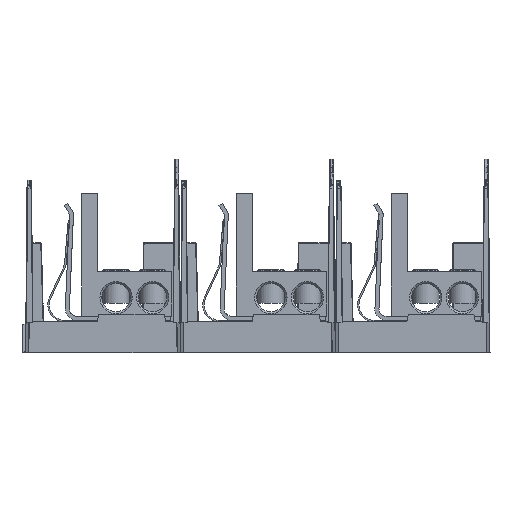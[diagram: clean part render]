
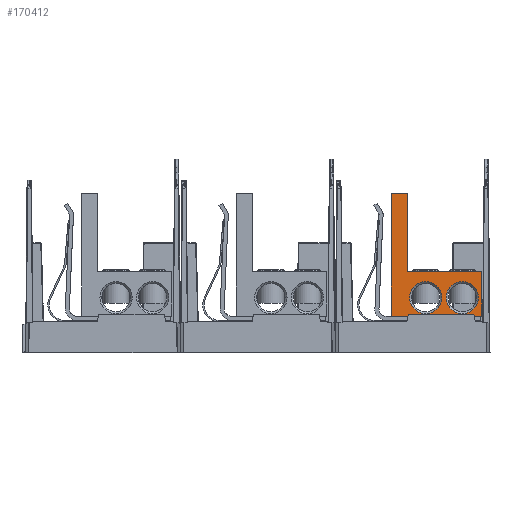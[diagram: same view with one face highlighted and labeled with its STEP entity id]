
A CAD part, left-side view. The second image highlights one B-rep face of the part: STEP entity #170412.
In plain terms, the highlighted planar face has unit normal (1, 0, 0).
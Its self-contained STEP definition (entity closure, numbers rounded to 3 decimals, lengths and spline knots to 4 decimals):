
#939 = VERTEX_POINT ( 'NONE', #36205 ) ;
#1412 = VECTOR ( 'NONE', #100473, 39.3701 ) ;
#1991 = FACE_OUTER_BOUND ( 'NONE', #108384, .T. ) ;
#5185 = DIRECTION ( 'NONE',  ( 0., 0., -1. ) ) ;
#5495 = PLANE ( 'NONE',  #53865 ) ;
#7931 = VERTEX_POINT ( 'NONE', #118446 ) ;
#10239 = VECTOR ( 'NONE', #88828, 39.3701 ) ;
#10961 = AXIS2_PLACEMENT_3D ( 'NONE', #28554, #82227, #135920 ) ;
#11009 = CARTESIAN_POINT ( 'NONE',  ( -5.6439, 0.3816, 2.8989 ) ) ;
#13240 = CARTESIAN_POINT ( 'NONE',  ( -5.6439, -2.3994, -0.8821 ) ) ;
#14041 = CARTESIAN_POINT ( 'NONE',  ( -5.6439, -0.1184, 2.8989 ) ) ;
#14340 = ORIENTED_EDGE ( 'NONE', *, *, #156261, .T. ) ;
#15837 = EDGE_CURVE ( 'NONE', #134096, #144180, #72318, .T. ) ;
#16596 = CIRCLE ( 'NONE', #10961, 0.4973 ) ;
#16889 = VERTEX_POINT ( 'NONE', #13240 ) ;
#16909 = CARTESIAN_POINT ( 'NONE',  ( -5.6439, 0.3816, 2.8989 ) ) ;
#18275 = EDGE_CURVE ( 'NONE', #38412, #16889, #86125, .T. ) ;
#21496 = CARTESIAN_POINT ( 'NONE',  ( -5.6439, -1.8054, -0.31 ) ) ;
#24757 = CARTESIAN_POINT ( 'NONE',  ( -5.6439, 0.3816, 2.8989 ) ) ;
#26280 = VECTOR ( 'NONE', #67697, 39.3701 ) ;
#28110 = LINE ( 'NONE', #14041, #26280 ) ;
#28554 = CARTESIAN_POINT ( 'NONE',  ( -5.6439, -0.6804, -0.31 ) ) ;
#31132 = ORIENTED_EDGE ( 'NONE', *, *, #77927, .T. ) ;
#31571 = VECTOR ( 'NONE', #170291, 39.3701 ) ;
#33807 = CARTESIAN_POINT ( 'NONE',  ( -5.6439, -1.8054, -0.31 ) ) ;
#34633 = EDGE_LOOP ( 'NONE', ( #14340, #31132 ) ) ;
#35137 = CARTESIAN_POINT ( 'NONE',  ( -5.6439, 0.3816, 0.4929 ) ) ;
#36205 = CARTESIAN_POINT ( 'NONE',  ( -5.6439, -0.1184, 0.4929 ) ) ;
#37506 = ORIENTED_EDGE ( 'NONE', *, *, #15837, .F. ) ;
#37905 = DIRECTION ( 'NONE',  ( 0., 0., 1. ) ) ;
#38412 = VERTEX_POINT ( 'NONE', #89838 ) ;
#41742 = AXIS2_PLACEMENT_3D ( 'NONE', #21496, #128856, #86655 ) ;
#44399 = DIRECTION ( 'NONE',  ( 0., 0., 1. ) ) ;
#44527 = CIRCLE ( 'NONE', #41742, 0.4973 ) ;
#46166 = CARTESIAN_POINT ( 'NONE',  ( -5.6439, 0.3816, -0.8821 ) ) ;
#46435 = CARTESIAN_POINT ( 'NONE',  ( -5.6439, -1.8054, -0.8074 ) ) ;
#47676 = VERTEX_POINT ( 'NONE', #74106 ) ;
#51653 = ORIENTED_EDGE ( 'NONE', *, *, #147555, .T. ) ;
#52979 = ORIENTED_EDGE ( 'NONE', *, *, #167478, .T. ) ;
#53865 = AXIS2_PLACEMENT_3D ( 'NONE', #16909, #70570, #135737 ) ;
#58276 = FACE_BOUND ( 'NONE', #61026, .T. ) ;
#58458 = DIRECTION ( 'NONE',  ( -1., 0., 0. ) ) ;
#61026 = EDGE_LOOP ( 'NONE', ( #139821, #52979 ) ) ;
#61703 = CARTESIAN_POINT ( 'NONE',  ( -5.6439, 0.3816, -0.8821 ) ) ;
#67697 = DIRECTION ( 'NONE',  ( 0., 0., -1. ) ) ;
#68488 = EDGE_CURVE ( 'NONE', #134096, #149021, #109247, .T. ) ;
#70570 = DIRECTION ( 'NONE',  ( 1., 0., 0. ) ) ;
#72318 = LINE ( 'NONE', #61703, #1412 ) ;
#73138 = VERTEX_POINT ( 'NONE', #76362 ) ;
#73357 = CARTESIAN_POINT ( 'NONE',  ( -5.6439, -0.1184, 2.8989 ) ) ;
#74106 = CARTESIAN_POINT ( 'NONE',  ( -5.6439, -1.8054, 0.1873 ) ) ;
#75670 = VECTOR ( 'NONE', #5185, 39.3701 ) ;
#76362 = CARTESIAN_POINT ( 'NONE',  ( -5.6439, -0.6804, -0.8074 ) ) ;
#77927 = EDGE_CURVE ( 'NONE', #73138, #7931, #119704, .T. ) ;
#80216 = EDGE_CURVE ( 'NONE', #16889, #144180, #124093, .T. ) ;
#82227 = DIRECTION ( 'NONE',  ( -1., 0., 0. ) ) ;
#82986 = ORIENTED_EDGE ( 'NONE', *, *, #80216, .T. ) ;
#83814 = FACE_BOUND ( 'NONE', #34633, .T. ) ;
#84481 = DIRECTION ( 'NONE',  ( 0., 1., 0. ) ) ;
#84845 = CARTESIAN_POINT ( 'NONE',  ( -5.6439, -0.6804, -0.31 ) ) ;
#86125 = LINE ( 'NONE', #124849, #75670 ) ;
#86655 = DIRECTION ( 'NONE',  ( 0., 0., 1. ) ) ;
#88828 = DIRECTION ( 'NONE',  ( 0., -1., 0. ) ) ;
#89838 = CARTESIAN_POINT ( 'NONE',  ( -5.6439, -2.3994, 0.4929 ) ) ;
#97242 = AXIS2_PLACEMENT_3D ( 'NONE', #84845, #58458, #44399 ) ;
#97694 = CARTESIAN_POINT ( 'NONE',  ( -5.6439, 0.3816, -0.8821 ) ) ;
#100473 = DIRECTION ( 'NONE',  ( 0., 0., -1. ) ) ;
#102205 = VERTEX_POINT ( 'NONE', #46435 ) ;
#108384 = EDGE_LOOP ( 'NONE', ( #137623, #82986, #37506, #170638, #135756, #51653 ) ) ;
#109247 = LINE ( 'NONE', #11009, #31571 ) ;
#118446 = CARTESIAN_POINT ( 'NONE',  ( -5.6439, -0.6804, 0.1873 ) ) ;
#119704 = CIRCLE ( 'NONE', #97242, 0.4973 ) ;
#124093 = LINE ( 'NONE', #97694, #150818 ) ;
#124849 = CARTESIAN_POINT ( 'NONE',  ( -5.6439, -2.3994, 2.8989 ) ) ;
#128856 = DIRECTION ( 'NONE',  ( -1., 0., 0. ) ) ;
#134096 = VERTEX_POINT ( 'NONE', #24757 ) ;
#135737 = DIRECTION ( 'NONE',  ( 0., 1., 0. ) ) ;
#135756 = ORIENTED_EDGE ( 'NONE', *, *, #142221, .T. ) ;
#135920 = DIRECTION ( 'NONE',  ( 0., 0., 1. ) ) ;
#137623 = ORIENTED_EDGE ( 'NONE', *, *, #18275, .T. ) ;
#139821 = ORIENTED_EDGE ( 'NONE', *, *, #155404, .T. ) ;
#142221 = EDGE_CURVE ( 'NONE', #149021, #939, #28110, .T. ) ;
#144180 = VERTEX_POINT ( 'NONE', #46166 ) ;
#147555 = EDGE_CURVE ( 'NONE', #939, #38412, #155693, .T. ) ;
#148959 = CIRCLE ( 'NONE', #165845, 0.4973 ) ;
#149021 = VERTEX_POINT ( 'NONE', #73357 ) ;
#150818 = VECTOR ( 'NONE', #84481, 39.3701 ) ;
#155223 = DIRECTION ( 'NONE',  ( -1., 0., 0. ) ) ;
#155404 = EDGE_CURVE ( 'NONE', #47676, #102205, #44527, .T. ) ;
#155693 = LINE ( 'NONE', #35137, #10239 ) ;
#156261 = EDGE_CURVE ( 'NONE', #7931, #73138, #16596, .T. ) ;
#165845 = AXIS2_PLACEMENT_3D ( 'NONE', #33807, #155223, #37905 ) ;
#167478 = EDGE_CURVE ( 'NONE', #102205, #47676, #148959, .T. ) ;
#170291 = DIRECTION ( 'NONE',  ( 0., -1., 0. ) ) ;
#170412 = ADVANCED_FACE ( 'NONE', ( #58276, #83814, #1991 ), #5495, .T. ) ;
#170638 = ORIENTED_EDGE ( 'NONE', *, *, #68488, .T. ) ;
